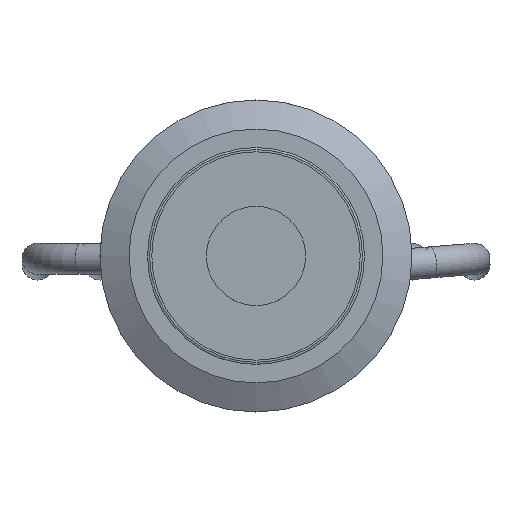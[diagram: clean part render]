
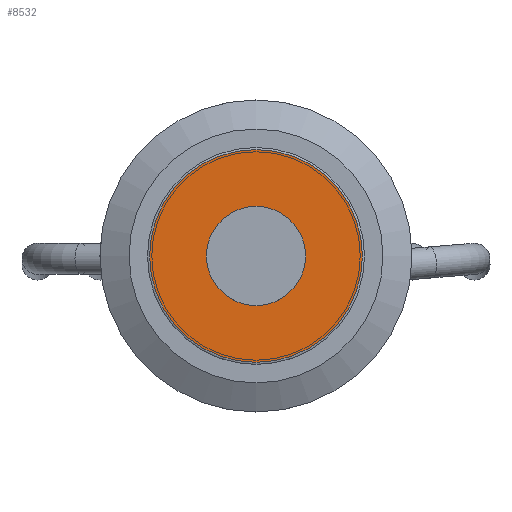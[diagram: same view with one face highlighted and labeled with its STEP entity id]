
A CAD part, top view. The second image highlights one B-rep face of the part: STEP entity #8532.
In plain terms, the highlighted planar face has unit normal (0, 0, 1).
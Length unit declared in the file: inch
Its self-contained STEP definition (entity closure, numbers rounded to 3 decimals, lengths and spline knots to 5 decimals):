
#476=FACE_BOUND('',#2706,.T.);
#2202=FACE_OUTER_BOUND('',#2705,.T.);
#2705=EDGE_LOOP('',(#6584));
#2706=EDGE_LOOP('',(#6585));
#3125=CIRCLE('',#9065,0.1378);
#3239=CIRCLE('',#9241,0.29528);
#3748=VERTEX_POINT('',#13117);
#3939=VERTEX_POINT('',#13697);
#4669=EDGE_CURVE('',#3748,#3748,#3125,.T.);
#4927=EDGE_CURVE('',#3939,#3939,#3239,.T.);
#6584=ORIENTED_EDGE('',*,*,#4927,.F.);
#6585=ORIENTED_EDGE('',*,*,#4669,.T.);
#8229=PLANE('',#9242);
#8532=ADVANCED_FACE('',(#2202,#476),#8229,.F.);
#9065=AXIS2_PLACEMENT_3D('',#13119,#10447,#10448);
#9241=AXIS2_PLACEMENT_3D('',#13699,#10921,#10922);
#9242=AXIS2_PLACEMENT_3D('',#13700,#10923,#10924);
#10447=DIRECTION('center_axis',(0.,0.,
-1.));
#10448=DIRECTION('ref_axis',(1.,0.,0.));
#10921=DIRECTION('center_axis',(0.,0.,
-1.));
#10922=DIRECTION('ref_axis',(1.,0.,0.));
#10923=DIRECTION('center_axis',(0.,0.,
-1.));
#10924=DIRECTION('ref_axis',(1.,0.,0.));
#13117=CARTESIAN_POINT('',(0.1378,0.,0.81488));
#13119=CARTESIAN_POINT('Origin',(0.,0.,
0.81488));
#13697=CARTESIAN_POINT('',(-0.29528,0.,0.81488));
#13699=CARTESIAN_POINT('Origin',(0.,0.,
0.81488));
#13700=CARTESIAN_POINT('Origin',(0.,0.,
0.81488));
